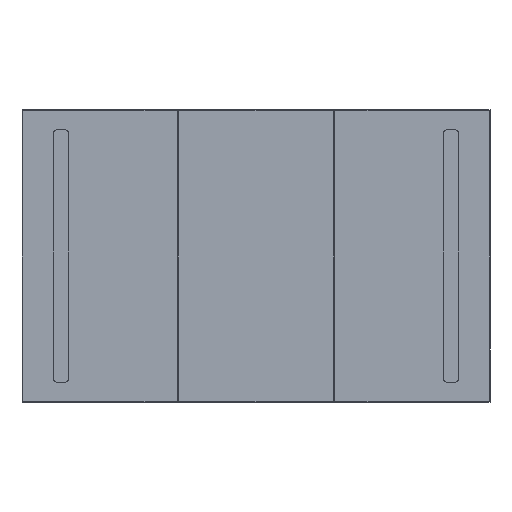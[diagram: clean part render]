
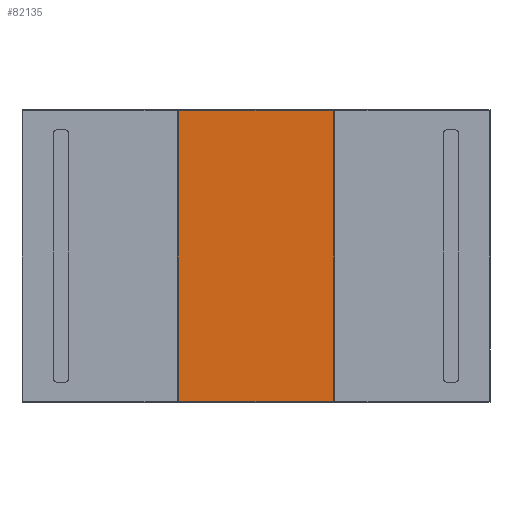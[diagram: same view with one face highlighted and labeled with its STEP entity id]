
A CAD part, front view. The second image highlights one B-rep face of the part: STEP entity #82135.
In plain terms, the highlighted planar face has unit normal (0, -1, 0).
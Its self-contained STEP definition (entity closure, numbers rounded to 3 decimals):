
#4963=PLANE('',#89721);
#9310=FACE_OUTER_BOUND('',#13995,.T.);
#13995=EDGE_LOOP('',(#75070,#75071,#75072,#75073,#75074,#75075,#75076,#75077));
#21560=LINE('',#142715,#29333);
#21564=LINE('',#142724,#29337);
#21566=LINE('',#142727,#29339);
#21570=LINE('',#142734,#29343);
#21573=LINE('',#142740,#29346);
#21576=LINE('',#142746,#29349);
#21579=LINE('',#142752,#29352);
#21580=LINE('',#142754,#29353);
#29333=VECTOR('',#111918,0.99);
#29337=VECTOR('',#111924,0.99);
#29339=VECTOR('',#111928,745.6);
#29343=VECTOR('',#111934,396.6);
#29346=VECTOR('',#111939,0.99);
#29349=VECTOR('',#111944,745.6);
#29352=VECTOR('',#111949,0.99);
#29353=VECTOR('',#111952,396.6);
#40027=VERTEX_POINT('',#142712);
#40028=VERTEX_POINT('',#142714);
#40031=VERTEX_POINT('',#142721);
#40032=VERTEX_POINT('',#142723);
#40034=VERTEX_POINT('',#142732);
#40036=VERTEX_POINT('',#142738);
#40038=VERTEX_POINT('',#142744);
#40040=VERTEX_POINT('',#142750);
#51781=EDGE_CURVE('',#40028,#40027,#21560,.T.);
#51785=EDGE_CURVE('',#40032,#40031,#21564,.T.);
#51787=EDGE_CURVE('',#40028,#40031,#21566,.T.);
#51791=EDGE_CURVE('',#40034,#40027,#21570,.T.);
#51794=EDGE_CURVE('',#40034,#40036,#21573,.T.);
#51797=EDGE_CURVE('',#40038,#40036,#21576,.T.);
#51800=EDGE_CURVE('',#40038,#40040,#21579,.T.);
#51801=EDGE_CURVE('',#40032,#40040,#21580,.T.);
#75070=ORIENTED_EDGE('',*,*,#51791,.F.);
#75071=ORIENTED_EDGE('',*,*,#51794,.T.);
#75072=ORIENTED_EDGE('',*,*,#51797,.F.);
#75073=ORIENTED_EDGE('',*,*,#51800,.T.);
#75074=ORIENTED_EDGE('',*,*,#51801,.F.);
#75075=ORIENTED_EDGE('',*,*,#51785,.T.);
#75076=ORIENTED_EDGE('',*,*,#51787,.F.);
#75077=ORIENTED_EDGE('',*,*,#51781,.T.);
#82135=ADVANCED_FACE('',(#9310),#4963,.F.);
#89721=AXIS2_PLACEMENT_3D('',#142756,#111954,#111955);
#111918=DIRECTION('',(-0.707,0.,0.707));
#111924=DIRECTION('',(0.707,0.,0.707));
#111928=DIRECTION('',(0.,0.,-1.));
#111934=DIRECTION('',(1.,0.,0.));
#111939=DIRECTION('',(-0.707,0.,-0.707));
#111944=DIRECTION('',(0.,0.,1.));
#111949=DIRECTION('',(0.707,0.,-0.707));
#111952=DIRECTION('',(-1.,0.,0.));
#111954=DIRECTION('center_axis',(0.,1.,0.));
#111955=DIRECTION('ref_axis',(0.,0.,1.));
#142712=CARTESIAN_POINT('',(798.3,-172.8,748.));
#142714=CARTESIAN_POINT('',(799.,-172.8,747.3));
#142715=CARTESIAN_POINT('',(860.65,-172.8,685.65));
#142721=CARTESIAN_POINT('',(799.,-172.8,1.7));
#142723=CARTESIAN_POINT('',(798.3,-172.8,1.));
#142724=CARTESIAN_POINT('',(860.65,-172.8,63.35));
#142727=CARTESIAN_POINT('',(799.,-172.8,748.));
#142732=CARTESIAN_POINT('',(401.7,-172.8,748.));
#142734=CARTESIAN_POINT('',(501.,-172.8,748.));
#142738=CARTESIAN_POINT('',(401.,-172.8,747.3));
#142740=CARTESIAN_POINT('',(339.35,-172.8,685.65));
#142744=CARTESIAN_POINT('',(401.,-172.8,1.7));
#142746=CARTESIAN_POINT('',(401.,-172.8,1.));
#142750=CARTESIAN_POINT('',(401.7,-172.8,1.));
#142752=CARTESIAN_POINT('',(339.35,-172.8,63.35));
#142754=CARTESIAN_POINT('',(652.,-172.8,1.));
#142756=CARTESIAN_POINT('Origin',(699.387,-172.8,374.473));
